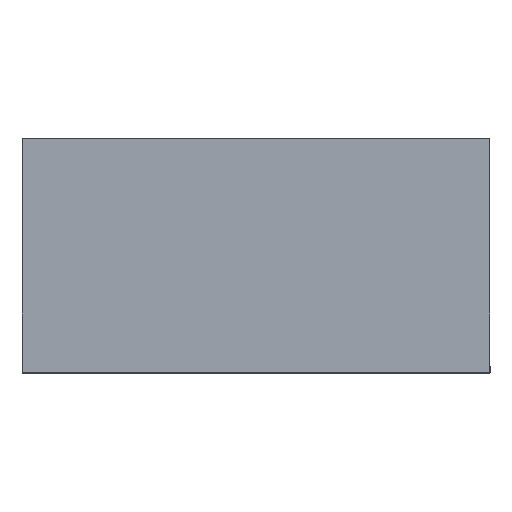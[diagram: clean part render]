
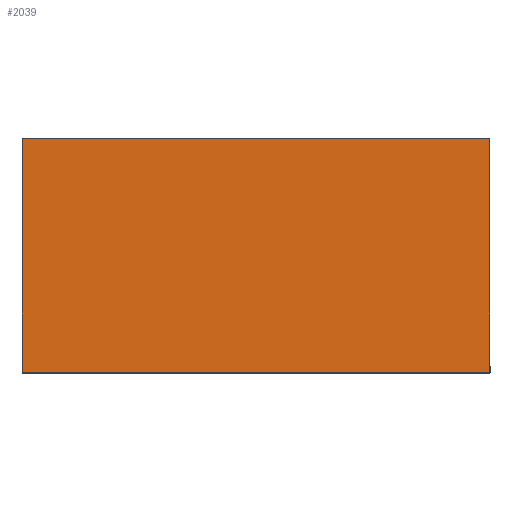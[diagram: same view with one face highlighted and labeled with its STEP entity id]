
A CAD part, left-side view. The second image highlights one B-rep face of the part: STEP entity #2039.
In plain terms, the highlighted face is planar.
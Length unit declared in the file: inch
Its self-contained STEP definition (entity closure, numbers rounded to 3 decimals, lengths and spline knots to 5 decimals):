
#14 = PLANE ( 'NONE',  #330 ) ;
#18 = CARTESIAN_POINT ( 'NONE',  ( 18., 36., -0.115 ) ) ;
#72 = CARTESIAN_POINT ( 'NONE',  ( -18., -36., -0.115 ) ) ;
#177 = DIRECTION ( 'NONE',  ( -1., 0., 0. ) ) ;
#201 = VECTOR ( 'NONE', #1402, 39.37008 ) ;
#330 = AXIS2_PLACEMENT_3D ( 'NONE', #1325, #2053, #772 ) ;
#362 = VECTOR ( 'NONE', #755, 39.37008 ) ;
#378 = EDGE_LOOP ( 'NONE', ( #2294, #1013, #2199, #2335 ) ) ;
#427 = VERTEX_POINT ( 'NONE', #72 ) ;
#540 = VERTEX_POINT ( 'NONE', #2342 ) ;
#616 = VERTEX_POINT ( 'NONE', #1427 ) ;
#686 = EDGE_CURVE ( 'NONE', #427, #2092, #1775, .T. ) ;
#755 = DIRECTION ( 'NONE',  ( 0., 1., 0. ) ) ;
#764 = CARTESIAN_POINT ( 'NONE',  ( 18., -36., -0.115 ) ) ;
#772 = DIRECTION ( 'NONE',  ( 1., 0., 0. ) ) ;
#1013 = ORIENTED_EDGE ( 'NONE', *, *, #2058, .F. ) ;
#1084 = EDGE_CURVE ( 'NONE', #2092, #616, #1140, .T. ) ;
#1099 = DIRECTION ( 'NONE',  ( 0., -1., 0. ) ) ;
#1140 = LINE ( 'NONE', #18, #362 ) ;
#1296 = LINE ( 'NONE', #2269, #2346 ) ;
#1325 = CARTESIAN_POINT ( 'NONE',  ( 0., 0., -0.115 ) ) ;
#1402 = DIRECTION ( 'NONE',  ( 1., 0., 0. ) ) ;
#1427 = CARTESIAN_POINT ( 'NONE',  ( 18., 36., -0.115 ) ) ;
#1428 = VECTOR ( 'NONE', #1099, 39.37008 ) ;
#1537 = FACE_OUTER_BOUND ( 'NONE', #378, .T. ) ;
#1775 = LINE ( 'NONE', #2117, #201 ) ;
#1815 = EDGE_CURVE ( 'NONE', #540, #427, #2172, .T. ) ;
#1822 = CARTESIAN_POINT ( 'NONE',  ( -18., 36., -0.115 ) ) ;
#2039 = ADVANCED_FACE ( 'NONE', ( #1537 ), #14, .F. ) ;
#2053 = DIRECTION ( 'NONE',  ( 0., 0., 1. ) ) ;
#2058 = EDGE_CURVE ( 'NONE', #616, #540, #1296, .T. ) ;
#2092 = VERTEX_POINT ( 'NONE', #764 ) ;
#2117 = CARTESIAN_POINT ( 'NONE',  ( -18., -36., -0.115 ) ) ;
#2172 = LINE ( 'NONE', #1822, #1428 ) ;
#2199 = ORIENTED_EDGE ( 'NONE', *, *, #1084, .F. ) ;
#2269 = CARTESIAN_POINT ( 'NONE',  ( -18., 36., -0.115 ) ) ;
#2294 = ORIENTED_EDGE ( 'NONE', *, *, #1815, .F. ) ;
#2335 = ORIENTED_EDGE ( 'NONE', *, *, #686, .F. ) ;
#2342 = CARTESIAN_POINT ( 'NONE',  ( -18., 36., -0.115 ) ) ;
#2346 = VECTOR ( 'NONE', #177, 39.37008 ) ;
